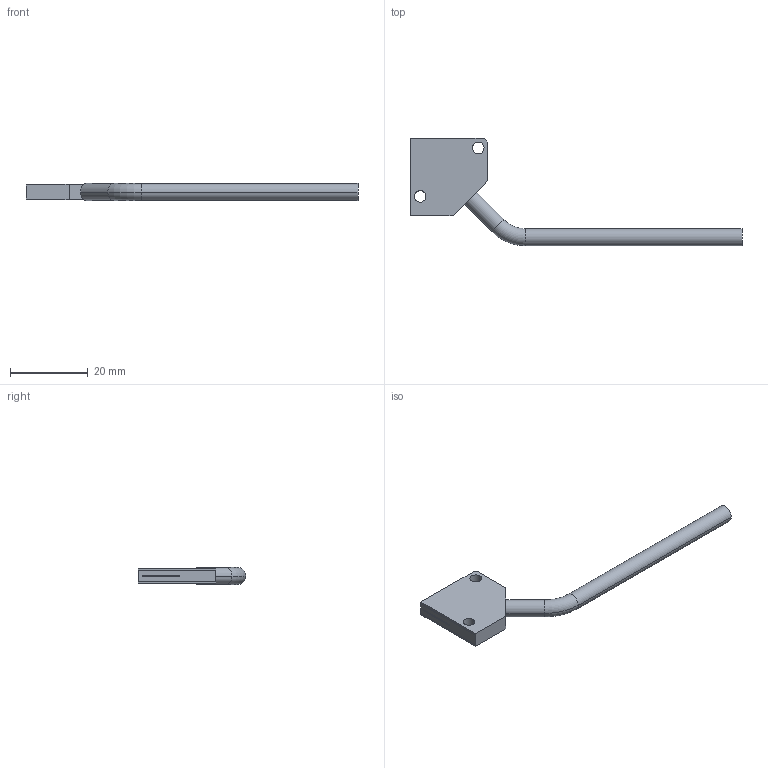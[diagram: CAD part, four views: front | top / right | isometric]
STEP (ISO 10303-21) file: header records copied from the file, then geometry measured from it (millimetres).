
FILE_DESCRIPTION (( 'STEP AP214' ), '1' );
FILE_NAME ('GPF-D026.STEP', '2017-11-17T15:05:53', ( '' ), ( '' ), 'SwSTEP 2.0', 'SolidWorks 2018', '' );
FILE_SCHEMA (( 'AUTOMOTIVE_DESIGN' ));
Length unit declared in the file: millimetre
Products named in the file (4): GPF-D026_FIBER; GPF-D026_HEAD; GPF-D026; GPF-D026_LENS
Assembly tree (34 placements, depth 2):
  GPF-D026
    GPF-D026_HEAD
    GPF-D026_FIBER
    GPF-D026_LENS  x32
Bounding box: 85.6 x 27.7 x 4.4 mm (x, y, z)
Volume: 2506.3 mm3; surface area: 2121.8 mm2
Topology: 34 solids, 34 shells, 248 faces, 440 edges, 292 vertices
Faces by surface type: cylinder 136, plane 110, torus 2
Entity records: 3746 total; most frequent: DIRECTION 726, CARTESIAN_POINT 583, ORIENTED_EDGE 508, AXIS2_PLACEMENT_3D 311, EDGE_CURVE 254, VERTEX_POINT 168, EDGE_LOOP 160, CIRCLE 150
